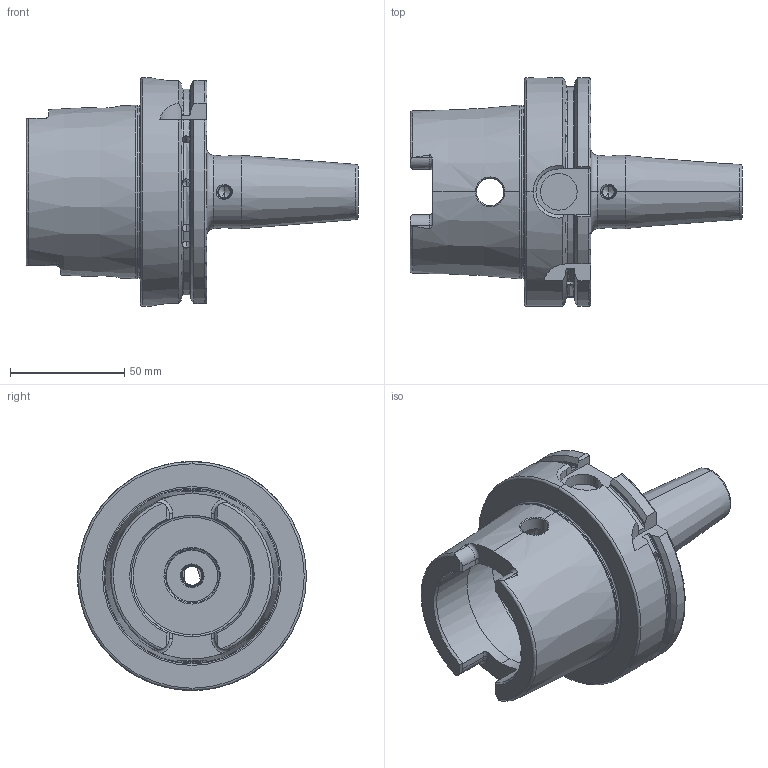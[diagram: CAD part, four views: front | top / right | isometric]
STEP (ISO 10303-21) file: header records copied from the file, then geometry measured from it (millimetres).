
FILE_DESCRIPTION (( 'STEP AP203' ), '1' );
FILE_NAME ('A100.70.12.STEP', '2016-08-31T10:45:05', ( '' ), ( '' ), 'SwSTEP 2.0', 'SolidWorks 2012', '' );
FILE_SCHEMA (( 'CONFIG_CONTROL_DESIGN' ));
Length unit declared in the file: millimetre
Products named in the file (1): A100.70.12
Bounding box: 145 x 100 x 100 mm (x, y, z)
Volume: 288280.1 mm3; surface area: 60216.3 mm2
Topology: 1 solids, 1 shells, 304 faces, 845 edges, 533 vertices
Faces by surface type: cylinder 145, cone 53, plane 51, torus 35, bspline 20
Entity records: 25257 total; most frequent: CARTESIAN_POINT 18324, ORIENTED_EDGE 1654, DIRECTION 1220, EDGE_CURVE 827, VERTEX_POINT 533, AXIS2_PLACEMENT_3D 481, EDGE_LOOP 318, FACE_OUTER_BOUND 304
